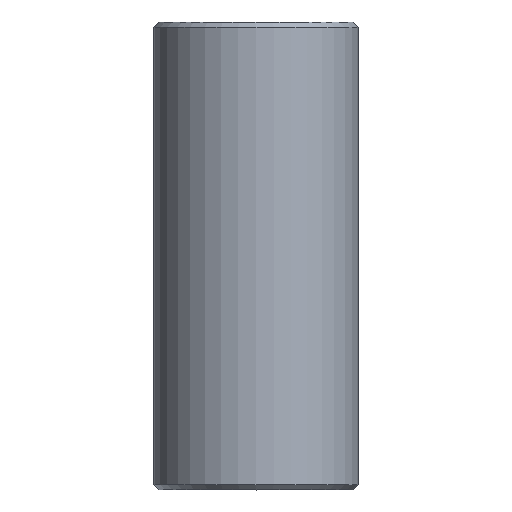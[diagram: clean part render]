
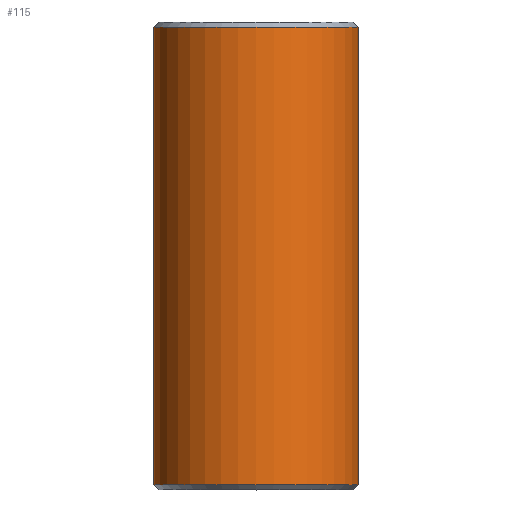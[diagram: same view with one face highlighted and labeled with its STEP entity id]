
A CAD part, top view. The second image highlights one B-rep face of the part: STEP entity #115.
In plain terms, the highlighted cylindrical face has radius 4 mm (diameter 8 mm), a full revolution.
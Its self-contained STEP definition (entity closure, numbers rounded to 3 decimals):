
#15=CYLINDRICAL_SURFACE('',#146,4.);
#23=FACE_OUTER_BOUND('',#32,.T.);
#32=EDGE_LOOP('',(#87,#88,#89,#90));
#40=LINE('',#209,#46);
#46=VECTOR('',#172,4.);
#51=CIRCLE('',#142,4.);
#54=CIRCLE('',#147,4.);
#59=VERTEX_POINT('',#199);
#62=VERTEX_POINT('',#208);
#67=EDGE_CURVE('',#59,#59,#51,.T.);
#71=EDGE_CURVE('',#59,#62,#40,.T.);
#72=EDGE_CURVE('',#62,#62,#54,.T.);
#87=ORIENTED_EDGE('',*,*,#67,.F.);
#88=ORIENTED_EDGE('',*,*,#71,.T.);
#89=ORIENTED_EDGE('',*,*,#72,.F.);
#90=ORIENTED_EDGE('',*,*,#71,.F.);
#115=ADVANCED_FACE('',(#23),#15,.T.);
#142=AXIS2_PLACEMENT_3D('',#200,#161,#162);
#146=AXIS2_PLACEMENT_3D('',#207,#170,#171);
#147=AXIS2_PLACEMENT_3D('',#210,#173,#174);
#161=DIRECTION('center_axis',(0.,1.,0.));
#162=DIRECTION('ref_axis',(1.,0.,0.));
#170=DIRECTION('center_axis',(0.,1.,0.));
#171=DIRECTION('ref_axis',(1.,0.,0.));
#172=DIRECTION('',(0.,-1.,0.));
#173=DIRECTION('center_axis',(0.,-1.,0.));
#174=DIRECTION('ref_axis',(1.,0.,0.));
#199=CARTESIAN_POINT('',(17.,18.1,-21.));
#200=CARTESIAN_POINT('Origin',(21.,18.1,-21.));
#207=CARTESIAN_POINT('Origin',(21.,0.,-21.));
#208=CARTESIAN_POINT('',(17.,0.2,-21.));
#209=CARTESIAN_POINT('',(17.,0.,-21.));
#210=CARTESIAN_POINT('Origin',(21.,0.2,-21.));
